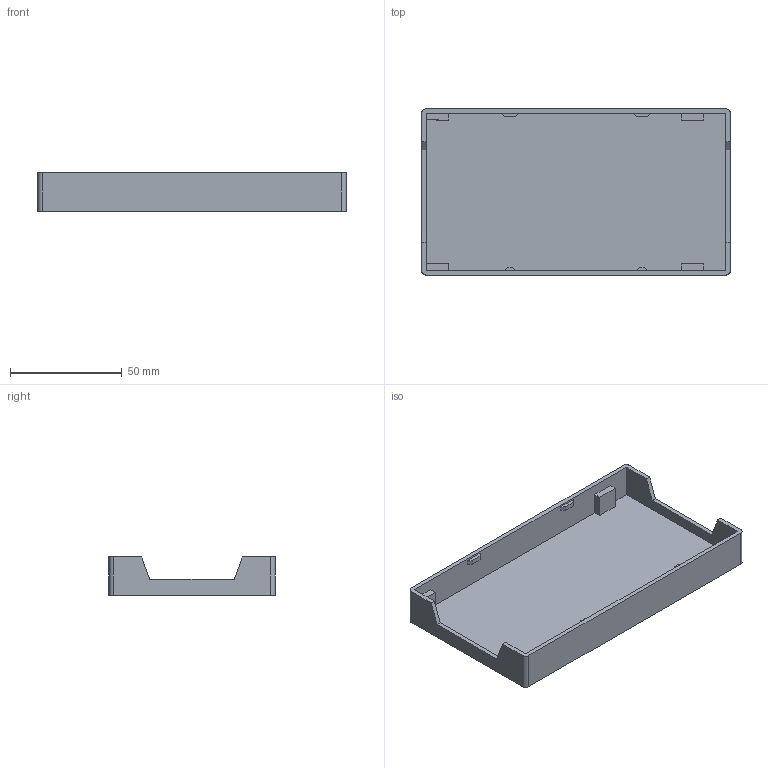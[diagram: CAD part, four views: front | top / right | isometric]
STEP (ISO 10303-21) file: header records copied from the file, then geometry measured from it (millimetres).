
FILE_DESCRIPTION (( 'STEP AP214' ), '1' );
FILE_NAME ('nucleo-h743.STEP', '2025-07-11T17:23:32', ( '' ), ( '' ), 'SwSTEP 2.0', 'SolidWorks 2025', '' );
FILE_SCHEMA (( 'AUTOMOTIVE_DESIGN' ));
Length unit declared in the file: millimetre
Products named in the file (1): nucleo-h743
Bounding box: 138 x 74.25 x 17 mm (x, y, z)
Volume: 32529 mm3; surface area: 32364.6 mm2
Topology: 1 solids, 1 shells, 56 faces, 150 edges, 100 vertices
Faces by surface type: plane 52, cylinder 4
Entity records: 1745 total; most frequent: CARTESIAN_POINT 307, ORIENTED_EDGE 300, DIRECTION 272, EDGE_CURVE 150, LINE 142, VECTOR 142, VERTEX_POINT 100, AXIS2_PLACEMENT_3D 65
